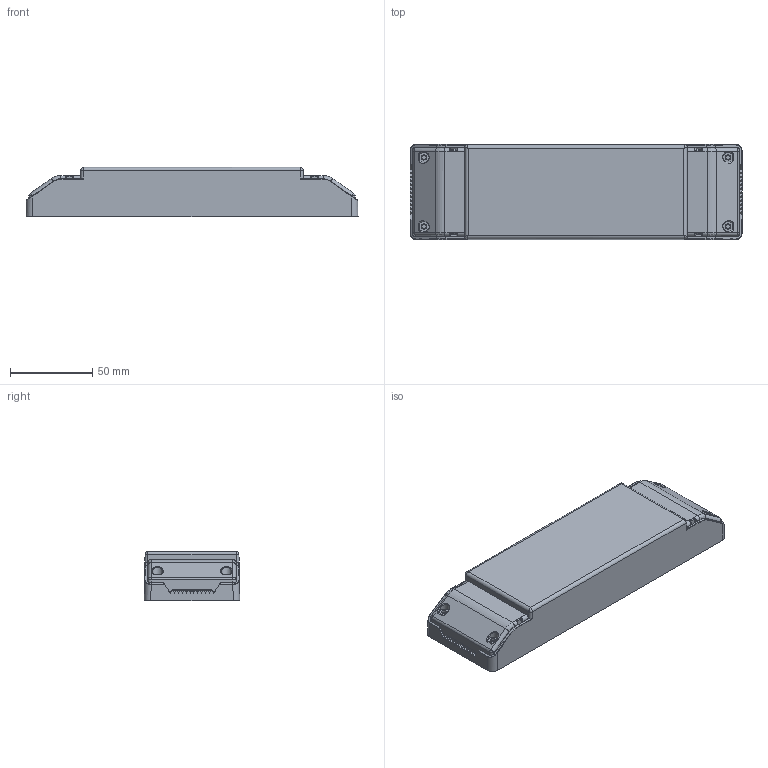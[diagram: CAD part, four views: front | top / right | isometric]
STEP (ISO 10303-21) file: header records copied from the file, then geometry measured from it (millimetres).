
FILE_DESCRIPTION((''),'2;1');
FILE_NAME('LLD60W_ASM','2018-05-17T',('wsenga'),(''),'PRO/ENGINEER BY PARAMETRIC TECHNOLOGY CORPORATION, 2012360','PRO/ENGINEER BY PARAMETRIC TECHNOLOGY CORPORATION, 2012360','');
FILE_SCHEMA(('CONFIG_CONTROL_DESIGN'));
Length unit declared in the file: millimetre
Products named in the file (4): MAWLLD60W-1A; MAWLLD60W-3A; MAWLLD60W-2A; LLD60W_ASM
Assembly tree (4 placements, depth 2):
  LLD60W_ASM
    MAWLLD60W-1A
    MAWLLD60W-3A  x2
    MAWLLD60W-2A
Bounding box: 201.6 x 58 x 30 mm (x, y, z)
Volume: 67679.6 mm3; surface area: 89142 mm2
Topology: 4 solids, 4 shells, 1377 faces, 3348 edges, 1982 vertices
Faces by surface type: plane 587, cylinder 574, sphere 144, bspline 40, torus 24, cone 8
Entity records: 38289 total; most frequent: CARTESIAN_POINT 10246, ORIENTED_EDGE 5900, DIRECTION 5675, EDGE_CURVE 2950, VECTOR 1939, LINE 1939, AXIS2_PLACEMENT_3D 1868, VERTEX_POINT 1727
